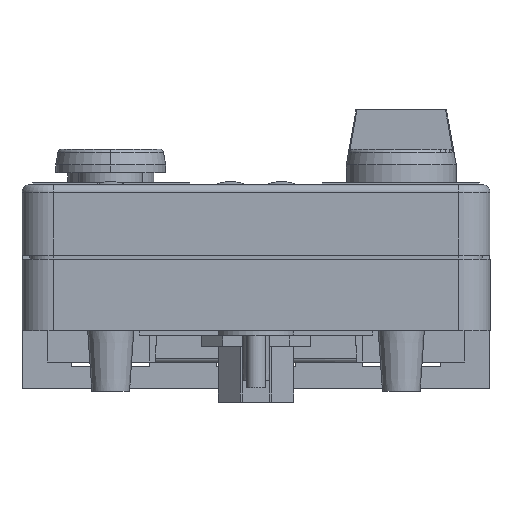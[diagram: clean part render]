
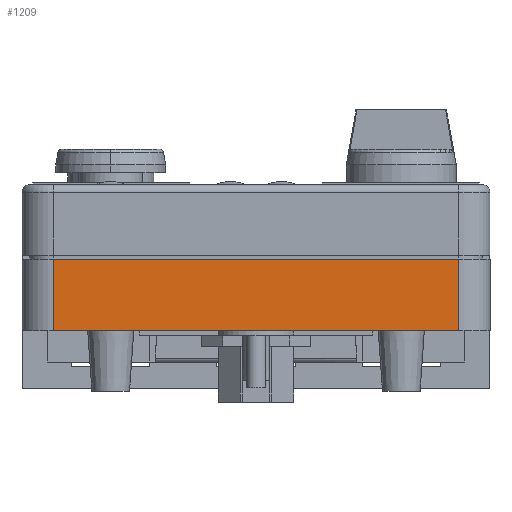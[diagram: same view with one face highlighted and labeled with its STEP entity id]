
A CAD part, front view. The second image highlights one B-rep face of the part: STEP entity #1209.
In plain terms, the highlighted planar face has unit normal (0, -1, 0).
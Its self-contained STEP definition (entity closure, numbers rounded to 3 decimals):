
#1209=ADVANCED_FACE('NONE',(#3112),#3113,.T.);
#3112=FACE_OUTER_BOUND('',#5764,.T.);
#3113=PLANE('',#5765);
#5764=EDGE_LOOP('',(#14180,#14181,#14182,#14183));
#5765=AXIS2_PLACEMENT_3D('',#14184,#14185,#14186);
#14180=ORIENTED_EDGE('',*,*,#19793,.T.);
#14181=ORIENTED_EDGE('',*,*,#20201,.T.);
#14182=ORIENTED_EDGE('',*,*,#19824,.F.);
#14183=ORIENTED_EDGE('',*,*,#20202,.T.);
#14184=CARTESIAN_POINT('',(4.,0.,1.7));
#14185=DIRECTION('',(0.0,-1.0,0.0));
#14186=DIRECTION('',(0.0,0.0,-1.0));
#19793=EDGE_CURVE('NONE',#23261,#23259,#23262,.T.);
#19824=EDGE_CURVE('NONE',#23319,#23320,#23321,.T.);
#20201=EDGE_CURVE('NONE',#23259,#23320,#23872,.T.);
#20202=EDGE_CURVE('NONE',#23319,#23261,#23873,.T.);
#23259=VERTEX_POINT('NONE',#29286);
#23261=VERTEX_POINT('NONE',#29288);
#23262=LINE('',#29289,#29290);
#23319=VERTEX_POINT('NONE',#29371);
#23320=VERTEX_POINT('NONE',#29372);
#23321=LINE('',#29373,#29374);
#23872=LINE('',#30267,#30268);
#23873=LINE('',#30269,#30270);
#29286=CARTESIAN_POINT('',(4.,0.,18.2));
#29288=CARTESIAN_POINT('',(55.6,0.,18.2));
#29289=CARTESIAN_POINT('',(59.646,0.,18.2));
#29290=VECTOR('',#37100,1000.0);
#29371=CARTESIAN_POINT('',(55.6,0.,9.1));
#29372=CARTESIAN_POINT('',(4.,0.,9.1));
#29373=CARTESIAN_POINT('',(55.6,0.,9.1));
#29374=VECTOR('',#37137,1000.0);
#30267=CARTESIAN_POINT('',(4.,0.,1.7));
#30268=VECTOR('',#37523,1000.0);
#30269=CARTESIAN_POINT('',(55.6,0.,1.7));
#30270=VECTOR('',#37524,1000.0);
#37100=DIRECTION('',(-1.0,0.,0.0));
#37137=DIRECTION('',(-1.0,0.0,0.0));
#37523=DIRECTION('',(-0.0,-0.0,-1.0));
#37524=DIRECTION('',(0.0,0.0,1.0));
